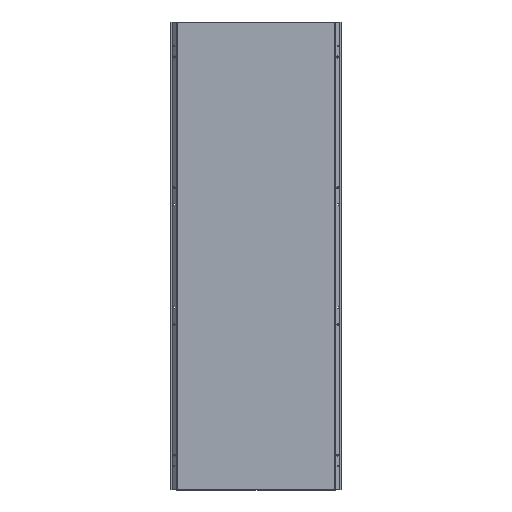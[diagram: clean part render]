
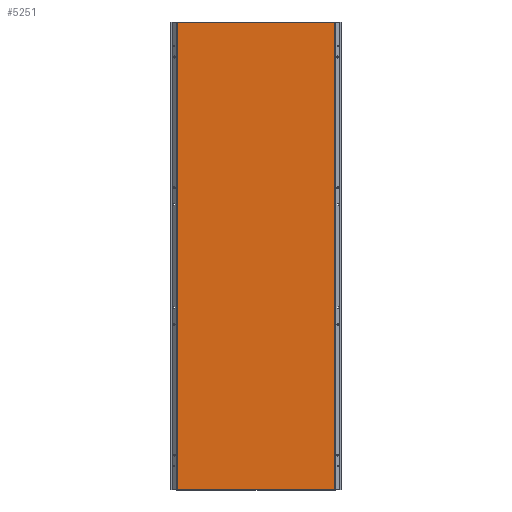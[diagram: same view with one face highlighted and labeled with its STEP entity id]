
A CAD part, top view. The second image highlights one B-rep face of the part: STEP entity #5251.
In plain terms, the highlighted planar face has unit normal (0, 0, 1).
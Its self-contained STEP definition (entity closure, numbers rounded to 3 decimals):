
#632 = FACE_OUTER_BOUND ( 'NONE', #5329, .T. ) ;
#708 = CARTESIAN_POINT ( 'NONE',  ( -361.5, -1070.5, 0. ) ) ;
#759 = CARTESIAN_POINT ( 'NONE',  ( 361.5, 1070.5, 0. ) ) ;
#1285 = VECTOR ( 'NONE', #5256, 1000. ) ;
#1361 = EDGE_CURVE ( 'NONE', #3718, #3819, #5012, .T. ) ;
#1776 = EDGE_CURVE ( 'NONE', #3878, #2401, #3009, .T. ) ;
#1784 = CARTESIAN_POINT ( 'NONE',  ( -361.5, -1070.5, 0. ) ) ;
#2128 = DIRECTION ( 'NONE',  ( -1., 0., 0. ) ) ;
#2380 = DIRECTION ( 'NONE',  ( 0., 1., 0. ) ) ;
#2401 = VERTEX_POINT ( 'NONE', #759 ) ;
#2451 = ORIENTED_EDGE ( 'NONE', *, *, #1361, .T. ) ;
#2782 = VECTOR ( 'NONE', #2380, 1000. ) ;
#2837 = DIRECTION ( 'NONE',  ( -1., 0., 0. ) ) ;
#2860 = CARTESIAN_POINT ( 'NONE',  ( -361.5, -1070.5, 0. ) ) ;
#2871 = VECTOR ( 'NONE', #3380, 1000. ) ;
#2908 = CARTESIAN_POINT ( 'NONE',  ( 0., 0., 0. ) ) ;
#3009 = LINE ( 'NONE', #3493, #2782 ) ;
#3083 = ORIENTED_EDGE ( 'NONE', *, *, #1776, .T. ) ;
#3380 = DIRECTION ( 'NONE',  ( 0., -1., 0. ) ) ;
#3493 = CARTESIAN_POINT ( 'NONE',  ( 361.5, -1070.5, 0. ) ) ;
#3496 = DIRECTION ( 'NONE',  ( 0., 0., -1. ) ) ;
#3532 = LINE ( 'NONE', #708, #1285 ) ;
#3718 = VERTEX_POINT ( 'NONE', #7283 ) ;
#3768 = EDGE_CURVE ( 'NONE', #2401, #3718, #4342, .T. ) ;
#3819 = VERTEX_POINT ( 'NONE', #1784 ) ;
#3878 = VERTEX_POINT ( 'NONE', #4613 ) ;
#4130 = ORIENTED_EDGE ( 'NONE', *, *, #3768, .T. ) ;
#4342 = LINE ( 'NONE', #4947, #6015 ) ;
#4613 = CARTESIAN_POINT ( 'NONE',  ( 361.5, -1070.5, 0. ) ) ;
#4947 = CARTESIAN_POINT ( 'NONE',  ( -361.5, 1070.5, 0. ) ) ;
#5012 = LINE ( 'NONE', #2860, #2871 ) ;
#5251 = ADVANCED_FACE ( 'NONE', ( #632 ), #6840, .F. ) ;
#5256 = DIRECTION ( 'NONE',  ( 1., 0., 0. ) ) ;
#5329 = EDGE_LOOP ( 'NONE', ( #3083, #4130, #2451, #7125 ) ) ;
#6015 = VECTOR ( 'NONE', #2128, 1000. ) ;
#6840 = PLANE ( 'NONE',  #6988 ) ;
#6988 = AXIS2_PLACEMENT_3D ( 'NONE', #2908, #3496, #2837 ) ;
#7067 = EDGE_CURVE ( 'NONE', #3819, #3878, #3532, .T. ) ;
#7125 = ORIENTED_EDGE ( 'NONE', *, *, #7067, .T. ) ;
#7283 = CARTESIAN_POINT ( 'NONE',  ( -361.5, 1070.5, 0. ) ) ;
